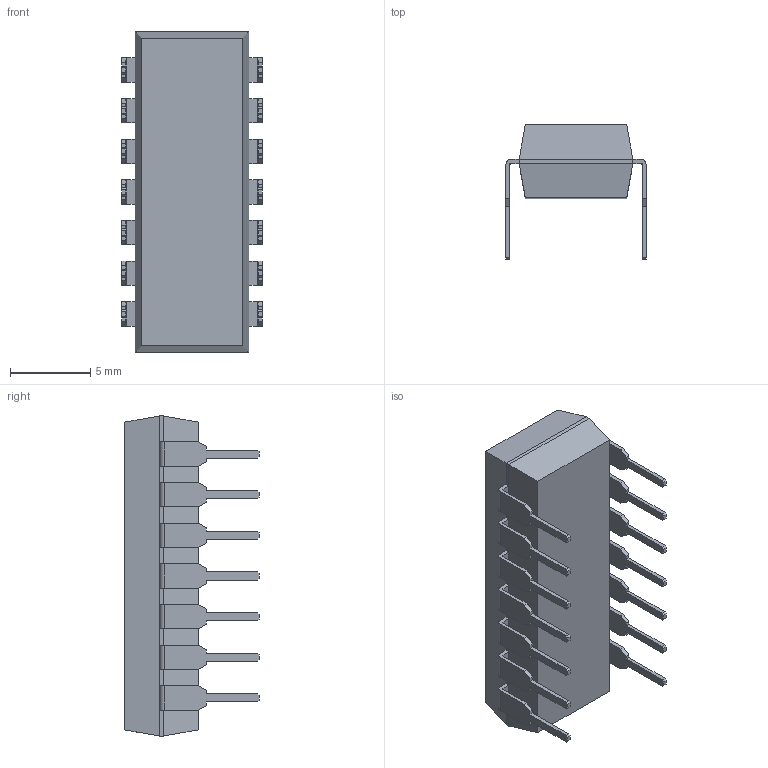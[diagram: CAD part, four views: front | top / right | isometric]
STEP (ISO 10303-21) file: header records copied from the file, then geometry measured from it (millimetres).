
FILE_DESCRIPTION (( 'STEP AP214' ), '1' );
FILE_NAME ('HCF4069UBEY.STEP', '2024-02-05T04:08:59', ( 'LENOVO' ), ( '' ), 'SwSTEP 2.0', 'SolidWorks 2021', '' );
FILE_SCHEMA (( 'AUTOMOTIVE_DESIGN' ));
Length unit declared in the file: millimetre
Products named in the file (1): HCF4069UBEY
Bounding box: 8.75 x 8.4 x 20 mm (x, y, z)
Volume: 629.6 mm3; surface area: 734.5 mm2
Topology: 15 solids, 15 shells, 271 faces, 715 edges, 474 vertices
Faces by surface type: plane 241, cylinder 30
Entity records: 8405 total; most frequent: CARTESIAN_POINT 1461, ORIENTED_EDGE 1430, DIRECTION 1319, EDGE_CURVE 715, LINE 655, VECTOR 655, VERTEX_POINT 474, AXIS2_PLACEMENT_3D 332
